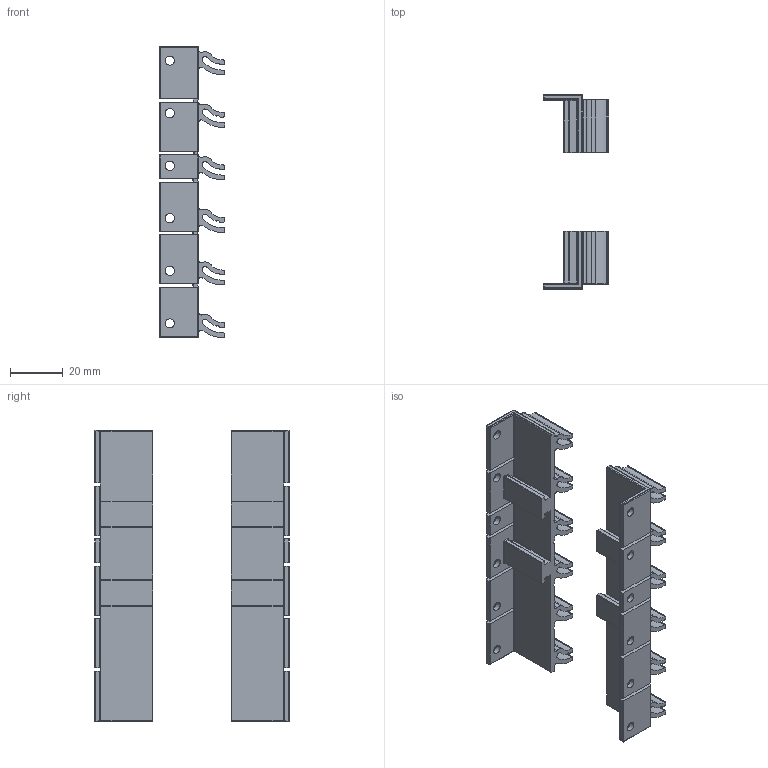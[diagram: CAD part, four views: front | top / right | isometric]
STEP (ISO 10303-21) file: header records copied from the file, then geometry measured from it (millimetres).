
FILE_DESCRIPTION(('STEP AP214'),'1');
FILE_NAME('4041022_V Presa Klemmaufnahme.STP','2024-02-16T07:11:25',(' '),(' '),'Spatial InterOp 3D',' ',' ');
FILE_SCHEMA(('AUTOMOTIVE_DESIGN { 1 0 10303 214 1 1 1 1 }'));
Length unit declared in the file: millimetre
Products named in the file (6): ASSEM1; 4041022_V Presa Klemmaufnahme
Assembly tree (5 placements, depth 4):
  4041022_V Presa Klemmaufnahme
    (unnamed)
      (unnamed)
        ASSEM1
      (unnamed)
        ASSEM1
Bounding box: 24.9 x 74 x 111 mm (x, y, z)
Volume: 27932.1 mm3; surface area: 28335 mm2
Topology: 2 solids, 2 shells, 820 faces, 2334 edges, 1494 vertices
Faces by surface type: cylinder 550, plane 222, sphere 20, torus 16, bspline 12
Entity records: 27191 total; most frequent: DIRECTION 5067, CARTESIAN_POINT 4811, ORIENTED_EDGE 4620, EDGE_CURVE 2310, AXIS2_PLACEMENT_3D 1946, VERTEX_POINT 1494, LINE 1175, VECTOR 1175
